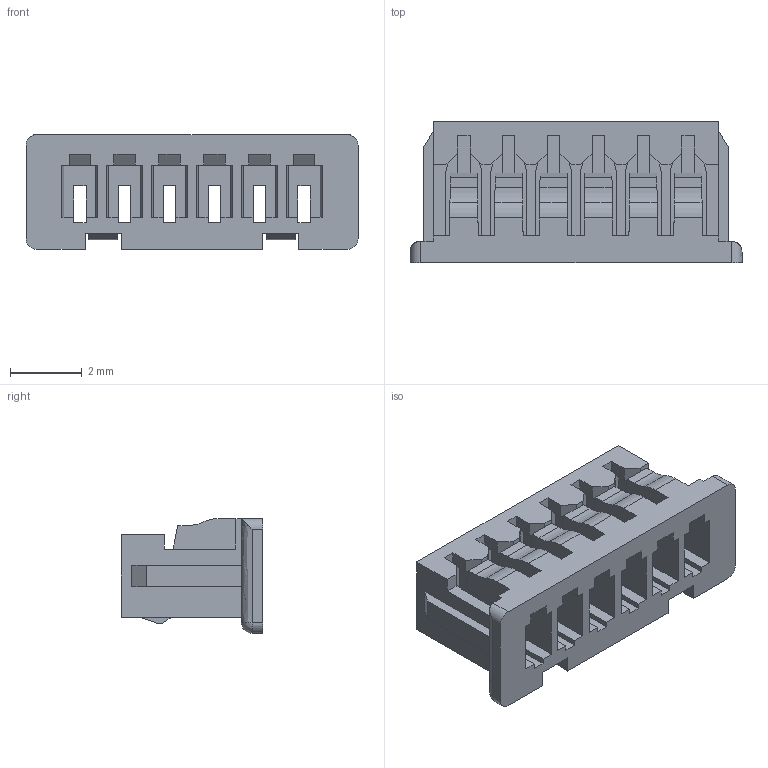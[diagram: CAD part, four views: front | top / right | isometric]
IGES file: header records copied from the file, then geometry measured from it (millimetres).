
Start section:  PTC IGES file: ws-1146-06.igs
Global section: file name: ws-1146-06.igs; native system: Pro/ENGINEER by Parametric Technology Corporation; preprocessor: 2009460; author: user; organization: Unknown; date: 20150518.113539; units: millimetre
Bounding box: 9.25 x 3.95 x 3.2 mm (x, y, z)
Surface area: 267.6 mm2 (no closed solid volume)
Topology: 0 solids, 0 shells, 279 faces, 1610 edges, 1610 vertices
Faces by surface type: bspline 248, revolution 31
